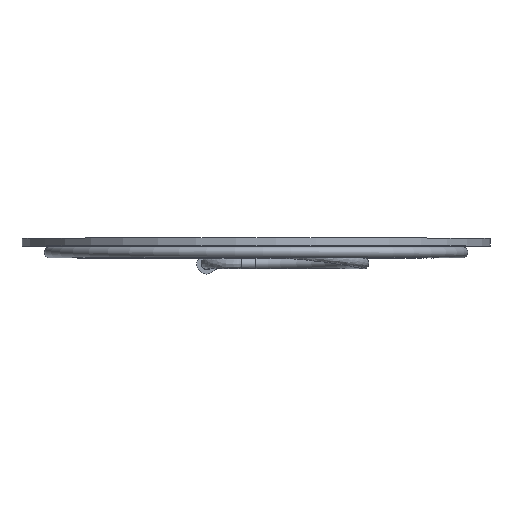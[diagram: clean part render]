
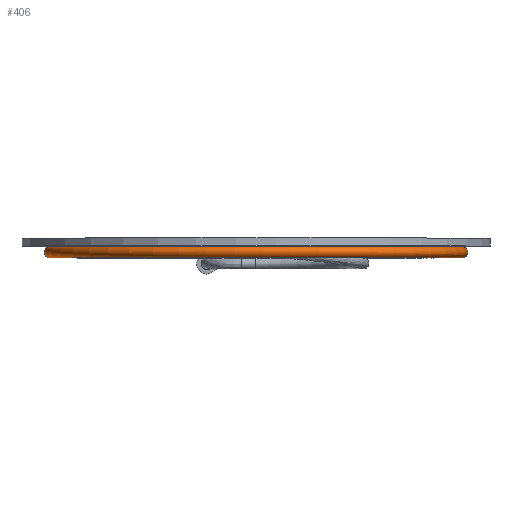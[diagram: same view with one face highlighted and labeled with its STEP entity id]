
A CAD part, top view. The second image highlights one B-rep face of the part: STEP entity #406.
In plain terms, the highlighted toroidal (fillet/blend) face has major radius 20.888 mm and minor radius 0.55 mm.
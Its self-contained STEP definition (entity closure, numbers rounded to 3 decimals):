
#406 = ADVANCED_FACE( '', ( #876, #877, #878 ), #879, .T. );
#876 = FACE_BOUND( '', #2655, .T. );
#877 = FACE_OUTER_BOUND( '', #2656, .T. );
#878 = FACE_OUTER_BOUND( '', #2657, .T. );
#879 = TOROIDAL_SURFACE( '', #2658, 20.888, 0.55 );
#2655 = VERTEX_LOOP( '', #4285 );
#2656 = EDGE_LOOP( '', ( #4286 ) );
#2657 = EDGE_LOOP( '', ( #4287 ) );
#2658 = AXIS2_PLACEMENT_3D( '', #4288, #4289, #4290 );
#4285 = VERTEX_POINT( '', #5341 );
#4286 = ORIENTED_EDGE( '', *, *, #5180, .T. );
#4287 = ORIENTED_EDGE( '', *, *, #5236, .F. );
#4288 = CARTESIAN_POINT( '', ( 0., 0., 0. ) );
#4289 = DIRECTION( '', ( 0., 0., -1. ) );
#4290 = DIRECTION( '', ( -1., 0., 0. ) );
#5180 = EDGE_CURVE( '', #5755, #5755, #5756, .F. );
#5236 = EDGE_CURVE( '', #5837, #5837, #5838, .F. );
#5341 = CARTESIAN_POINT( '', ( -21.438, 0., 0. ) );
#5755 = VERTEX_POINT( '', #6908 );
#5756 = CIRCLE( '', #6909, 0.55 );
#5837 = VERTEX_POINT( '', #7101 );
#5838 = CIRCLE( '', #7102, 0.55 );
#6908 = CARTESIAN_POINT( '', ( 1.318, -21.395, -0.056 ) );
#6909 = AXIS2_PLACEMENT_3D( '', #8229, #8230, #8231 );
#7101 = CARTESIAN_POINT( '', ( 21.435, 0., -0.056 ) );
#7102 = AXIS2_PLACEMENT_3D( '', #8274, #8275, #8276 );
#8229 = CARTESIAN_POINT( '', ( 1.285, -20.848, 0. ) );
#8230 = DIRECTION( '', ( 0.998, 0.062, 0. ) );
#8231 = DIRECTION( '', ( 0.061, -0.993, -0.101 ) );
#8274 = CARTESIAN_POINT( '', ( 20.888, 0., 0. ) );
#8275 = DIRECTION( '', ( 0., 1., 0. ) );
#8276 = DIRECTION( '', ( 0.995, 0., -0.101 ) );
